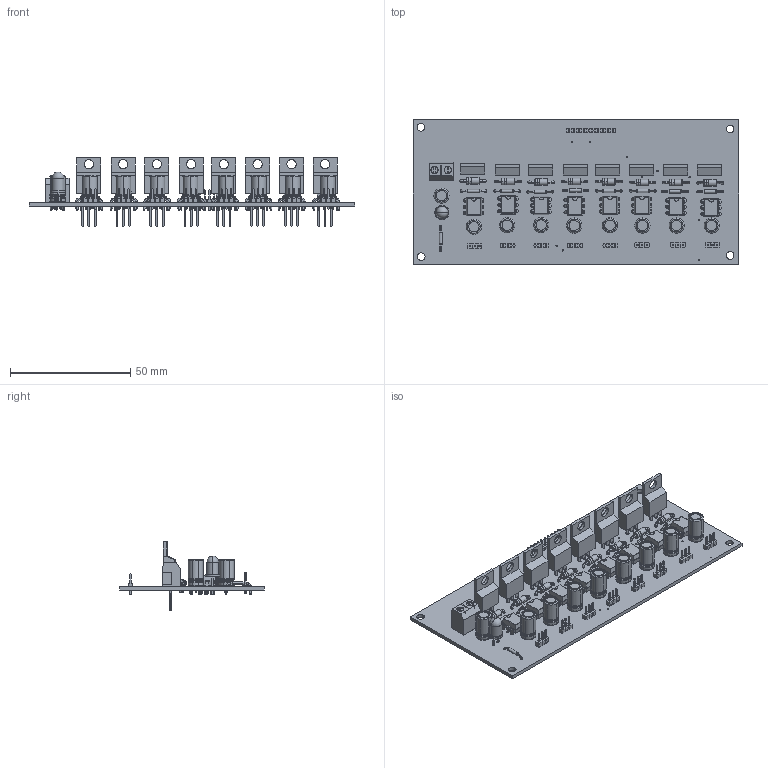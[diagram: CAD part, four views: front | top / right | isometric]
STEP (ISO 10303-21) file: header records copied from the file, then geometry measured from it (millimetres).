
FILE_DESCRIPTION(('PCB Model'),'2;1');
FILE_NAME('Carte 8 servos.STEP','2020-11-10T17:05:55',('AWNI'),('Unspecified'), 'Open CASCADE STEP processor 6.8','Proteus','Unknown');
FILE_SCHEMA(('AUTOMOTIVE_DESIGN { 1 0 10303 214 1 1 1 1 }'));
Length unit declared in the file: millimetre
Products named in the file (117): Open CASCADE STEP translator 6.8 2; Layer_1; U1; Open CASCADE STEP translator 6.8 2.2.1; Body_1; U2; Open CASCADE STEP translator 6.8 2.3.1; U3; Open CASCADE STEP translator 6.8 2.4.1; U4; Open CASCADE STEP translator 6.8 2.5.1; J2; Open CASCADE STEP translator 6.8 2.6.1; J3; Open CASCADE STEP translator 6.8 2.7.1; J4; Open CASCADE STEP translator 6.8 2.8.1; J5; Open CASCADE STEP translator 6.8 2.9.1; J6; Open CASCADE STEP translator 6.8 2.10.1; C1; Open CASCADE STEP translator 6.8 2.11.1; C9; Open CASCADE STEP translator 6.8 2.12.1; C10; Open CASCADE STEP translator 6.8 2.13.1; C11; Open CASCADE STEP translator 6.8 2.14.1; C12; Open CASCADE STEP translator 6.8 2.15.1; R1; Open CASCADE STEP translator 6.8 2.16.1; Pin_1; Pin_2; R2; R3; R4; U6; Open CASCADE STEP translator 6.8 2.20.1 ...
Assembly tree (167 placements, depth 5):
  Open CASCADE STEP translator 6.8 2
    Layer_1
    U1
      Open CASCADE STEP translator 6.8 2.2.1
        Body_1
    U2
      Open CASCADE STEP translator 6.8 2.3.1
        Body_1
    U3
      Open CASCADE STEP translator 6.8 2.4.1
        Body_1
    U4
      Open CASCADE STEP translator 6.8 2.5.1
        Body_1
    J2
      Open CASCADE STEP translator 6.8 2.6.1
        Body_1
          (unnamed)
          (unnamed)
          (unnamed)
    J3
      Open CASCADE STEP translator 6.8 2.7.1
        Body_1
          (unnamed)
          (unnamed)
          (unnamed)
    J4
      Open CASCADE STEP translator 6.8 2.8.1
        Body_1
          (unnamed)
          (unnamed)
          (unnamed)
    J5
      Open CASCADE STEP translator 6.8 2.9.1
        Body_1
          (unnamed)
          (unnamed)
          (unnamed)
    J6
      Open CASCADE STEP translator 6.8 2.10.1
        Body_1
    C1
      Open CASCADE STEP translator 6.8 2.11.1
        Body_1
    C9
      Open CASCADE STEP translator 6.8 2.12.1
        Body_1
    C10
      Open CASCADE STEP translator 6.8 2.13.1
        Body_1
    C11
      Open CASCADE STEP translator 6.8 2.14.1
        Body_1
    C12
      Open CASCADE STEP translator 6.8 2.15.1
        Body_1
    R1
      Open CASCADE STEP translator 6.8 2.16.1
        Body_1
        Pin_1
Bounding box: 135 x 60 x 28.62 mm (x, y, z)
Volume: 21930.4 mm3; surface area: 30567.2 mm2
Topology: 97 solids, 98 shells, 4068 faces, 10237 edges, 6450 vertices
Faces by surface type: plane 2535, cylinder 999, torus 364, sphere 76, bspline 72, extrusion 18, cone 4
Entity records: 41723 total; most frequent: CARTESIAN_POINT 6501, DIRECTION 6125, ORIENTED_EDGE 5660, EDGE_CURVE 2830, AXIS2_PLACEMENT_3D 2324, VERTEX_POINT 1834, VECTOR 1477, LINE 1475
